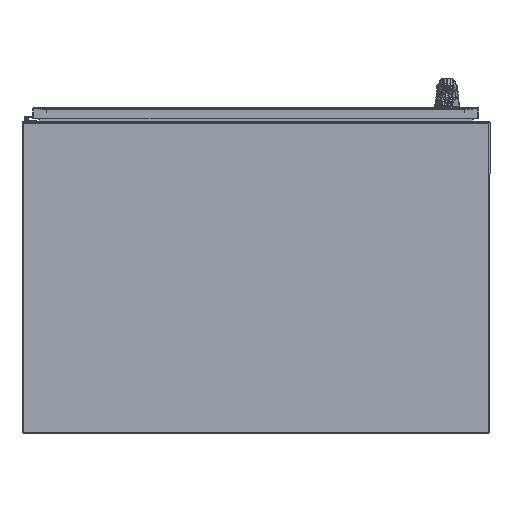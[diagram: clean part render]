
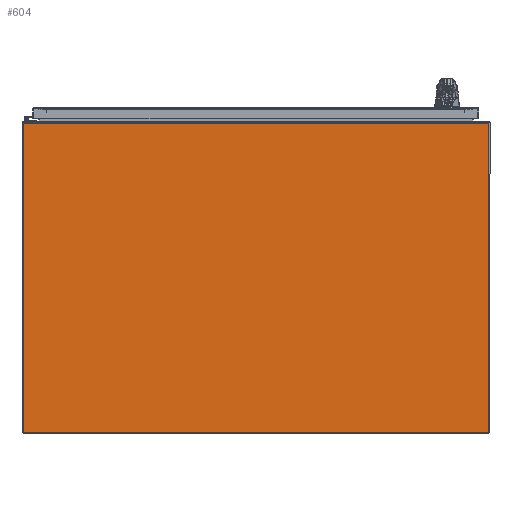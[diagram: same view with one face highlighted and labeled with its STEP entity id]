
A CAD part, front view. The second image highlights one B-rep face of the part: STEP entity #604.
In plain terms, the highlighted face is planar.
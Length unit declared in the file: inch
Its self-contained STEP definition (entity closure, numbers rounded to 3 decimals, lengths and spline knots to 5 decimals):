
#604 = ADVANCED_FACE ( 'NONE', ( #140602 ), #82946, .F. ) ;
#3826 = VECTOR ( 'NONE', #67428, 39.37008 ) ;
#6493 = VERTEX_POINT ( 'NONE', #148482 ) ;
#24547 = LINE ( 'NONE', #116403, #54937 ) ;
#41521 = VECTOR ( 'NONE', #136170, 39.37008 ) ;
#45593 = LINE ( 'NONE', #161331, #41521 ) ;
#50076 = ORIENTED_EDGE ( 'NONE', *, *, #109711, .T. ) ;
#52076 = DIRECTION ( 'NONE',  ( -1., 0., 0. ) ) ;
#54937 = VECTOR ( 'NONE', #52076, 39.37008 ) ;
#67115 = ORIENTED_EDGE ( 'NONE', *, *, #108006, .T. ) ;
#67428 = DIRECTION ( 'NONE',  ( 0., 1., 0. ) ) ;
#68150 = CARTESIAN_POINT ( 'NONE',  ( 0., 0., 0. ) ) ;
#80727 = DIRECTION ( 'NONE',  ( 1., 0., 0. ) ) ;
#80878 = DIRECTION ( 'NONE',  ( 0., 0., 1. ) ) ;
#81057 = CARTESIAN_POINT ( 'NONE',  ( 17.9688, -12.01565, 0. ) ) ;
#81311 = CARTESIAN_POINT ( 'NONE',  ( 35.9376, -23.90635, 0. ) ) ;
#82946 = PLANE ( 'NONE',  #139924 ) ;
#87896 = VERTEX_POINT ( 'NONE', #81311 ) ;
#97626 = VERTEX_POINT ( 'NONE', #119477 ) ;
#101442 = VECTOR ( 'NONE', #158977, 39.37008 ) ;
#102978 = LINE ( 'NONE', #144300, #3826 ) ;
#105489 = LINE ( 'NONE', #68150, #101442 ) ;
#108006 = EDGE_CURVE ( 'NONE', #6493, #97626, #102978, .T. ) ;
#109711 = EDGE_CURVE ( 'NONE', #87896, #6493, #24547, .T. ) ;
#110682 = EDGE_CURVE ( 'NONE', #111034, #87896, #45593, .T. ) ;
#111034 = VERTEX_POINT ( 'NONE', #157333 ) ;
#112383 = EDGE_CURVE ( 'NONE', #97626, #111034, #105489, .T. ) ;
#116403 = CARTESIAN_POINT ( 'NONE',  ( 26.9532, -23.90635, 0. ) ) ;
#119477 = CARTESIAN_POINT ( 'NONE',  ( 0., 0., 0. ) ) ;
#125494 = EDGE_LOOP ( 'NONE', ( #50076, #67115, #128410, #130420 ) ) ;
#128410 = ORIENTED_EDGE ( 'NONE', *, *, #112383, .T. ) ;
#130420 = ORIENTED_EDGE ( 'NONE', *, *, #110682, .T. ) ;
#136170 = DIRECTION ( 'NONE',  ( 0., -1., 0. ) ) ;
#139924 = AXIS2_PLACEMENT_3D ( 'NONE', #81057, #80878, #80727 ) ;
#140602 = FACE_OUTER_BOUND ( 'NONE', #125494, .T. ) ;
#144300 = CARTESIAN_POINT ( 'NONE',  ( 0., -24.0313, 0. ) ) ;
#148482 = CARTESIAN_POINT ( 'NONE',  ( 0., -23.90635, 0. ) ) ;
#157333 = CARTESIAN_POINT ( 'NONE',  ( 35.9376, 0., 0. ) ) ;
#158977 = DIRECTION ( 'NONE',  ( 1., 0., 0. ) ) ;
#161331 = CARTESIAN_POINT ( 'NONE',  ( 35.9376, 0., 0. ) ) ;
